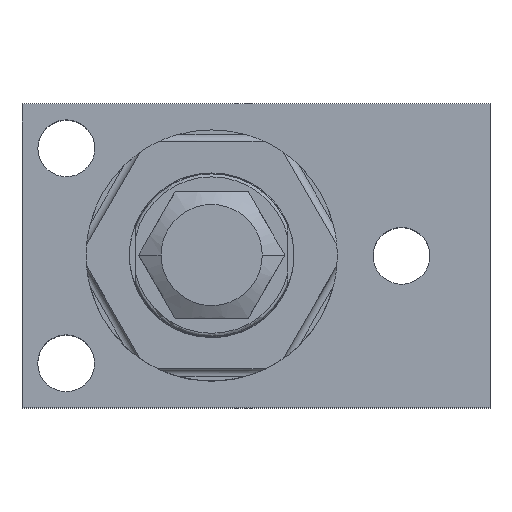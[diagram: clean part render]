
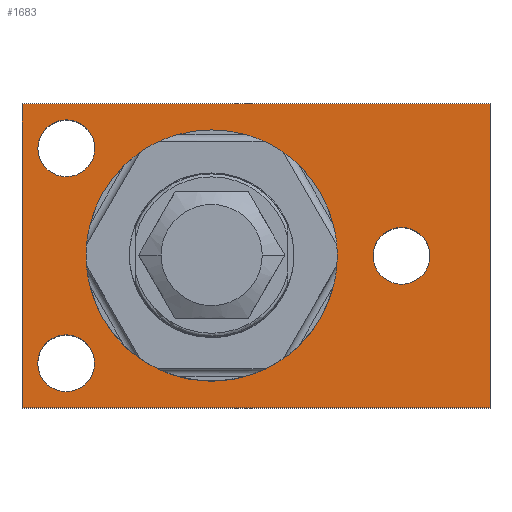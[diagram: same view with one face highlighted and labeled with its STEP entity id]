
A CAD part, top view. The second image highlights one B-rep face of the part: STEP entity #1683.
In plain terms, the highlighted planar face has unit normal (0, 0, 1).
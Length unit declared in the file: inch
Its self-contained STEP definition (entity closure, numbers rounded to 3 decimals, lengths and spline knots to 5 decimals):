
#141=DIRECTION('',(1.,0.,0.));
#142=VECTOR('',#141,2.312);
#143=CARTESIAN_POINT('',(-0.937,0.75,0.83));
#144=LINE('',#143,#142);
#171=DIRECTION('',(0.,1.,0.));
#172=VECTOR('',#171,1.5);
#173=CARTESIAN_POINT('',(1.375,-0.75,0.83));
#174=LINE('',#173,#172);
#248=DIRECTION('',(0.,1.,0.));
#249=VECTOR('',#248,1.5);
#250=CARTESIAN_POINT('',(-0.937,-0.75,0.83));
#251=LINE('',#250,#249);
#252=CARTESIAN_POINT('',(0.,0.,0.83));
#253=DIRECTION('',(0.,0.,1.));
#254=DIRECTION('',(1.,0.,0.));
#255=AXIS2_PLACEMENT_3D('',#252,#253,#254);
#257=CARTESIAN_POINT('',(0.,0.,0.83));
#258=DIRECTION('',(0.,0.,1.));
#259=DIRECTION('',(-1.,0.,0.));
#260=AXIS2_PLACEMENT_3D('',#257,#258,#259);
#262=CARTESIAN_POINT('',(-0.719,-0.531,0.83));
#263=DIRECTION('',(0.,0.,-1.));
#264=DIRECTION('',(-1.,0.,0.));
#265=AXIS2_PLACEMENT_3D('',#262,#263,#264);
#267=CARTESIAN_POINT('',(-0.719,-0.531,0.83));
#268=DIRECTION('',(0.,0.,-1.));
#269=DIRECTION('',(1.,0.,0.));
#270=AXIS2_PLACEMENT_3D('',#267,#268,#269);
#272=CARTESIAN_POINT('',(-0.718,0.531,0.83));
#273=DIRECTION('',(0.,0.,-1.));
#274=DIRECTION('',(-1.,0.,0.));
#275=AXIS2_PLACEMENT_3D('',#272,#273,#274);
#277=CARTESIAN_POINT('',(-0.718,0.531,0.83));
#278=DIRECTION('',(0.,0.,-1.));
#279=DIRECTION('',(1.,0.,0.));
#280=AXIS2_PLACEMENT_3D('',#277,#278,#279);
#282=CARTESIAN_POINT('',(0.938,0.,0.83));
#283=DIRECTION('',(0.,0.,-1.));
#284=DIRECTION('',(-1.,0.,0.));
#285=AXIS2_PLACEMENT_3D('',#282,#283,#284);
#287=CARTESIAN_POINT('',(0.938,0.,0.83));
#288=DIRECTION('',(0.,0.,-1.));
#289=DIRECTION('',(1.,0.,0.));
#290=AXIS2_PLACEMENT_3D('',#287,#288,#289);
#300=DIRECTION('',(1.,0.,0.));
#301=VECTOR('',#300,2.312);
#302=CARTESIAN_POINT('',(-0.937,-0.75,0.83));
#303=LINE('',#302,#301);
#1359=CARTESIAN_POINT('',(-0.937,-0.75,0.83));
#1360=VERTEX_POINT('',#1359);
#1361=CARTESIAN_POINT('',(1.375,-0.75,0.83));
#1362=VERTEX_POINT('',#1361);
#1367=CARTESIAN_POINT('',(-0.937,0.75,0.83));
#1368=VERTEX_POINT('',#1367);
#1369=CARTESIAN_POINT('',(1.375,0.75,0.83));
#1370=VERTEX_POINT('',#1369);
#1371=CARTESIAN_POINT('',(0.62,0.,0.83));
#1372=CARTESIAN_POINT('',(-0.62,0.,0.83));
#1373=VERTEX_POINT('',#1371);
#1374=VERTEX_POINT('',#1372);
#1379=CARTESIAN_POINT('',(-0.8595,-0.531,0.83));
#1380=CARTESIAN_POINT('',(-0.5785,-0.531,0.83));
#1381=VERTEX_POINT('',#1379);
#1382=VERTEX_POINT('',#1380);
#1387=CARTESIAN_POINT('',(-0.8585,0.531,0.83));
#1388=CARTESIAN_POINT('',(-0.5775,0.531,0.83));
#1389=VERTEX_POINT('',#1387);
#1390=VERTEX_POINT('',#1388);
#1395=CARTESIAN_POINT('',(0.7975,0.,0.83));
#1396=CARTESIAN_POINT('',(1.0785,0.,0.83));
#1397=VERTEX_POINT('',#1395);
#1398=VERTEX_POINT('',#1396);
#1648=CARTESIAN_POINT('',(-0.937,-0.75,0.83));
#1649=DIRECTION('',(0.,0.,1.));
#1650=DIRECTION('',(1.,0.,0.));
#1651=AXIS2_PLACEMENT_3D('',#1648,#1649,#1650);
#1652=PLANE('',#1651);
#1654=ORIENTED_EDGE('',*,*,#1653,.F.);
#1656=ORIENTED_EDGE('',*,*,#1655,.T.);
#1657=ORIENTED_EDGE('',*,*,#1509,.T.);
#1658=ORIENTED_EDGE('',*,*,#1560,.F.);
#1659=EDGE_LOOP('',(#1654,#1656,#1657,#1658));
#1660=FACE_OUTER_BOUND('',#1659,.F.);
#1662=ORIENTED_EDGE('',*,*,#1661,.T.);
#1664=ORIENTED_EDGE('',*,*,#1663,.T.);
#1665=EDGE_LOOP('',(#1662,#1664));
#1666=FACE_BOUND('',#1665,.F.);
#1667=ORIENTED_EDGE('',*,*,#1628,.F.);
#1668=ORIENTED_EDGE('',*,*,#1642,.F.);
#1669=EDGE_LOOP('',(#1667,#1668));
#1670=FACE_BOUND('',#1669,.F.);
#1672=ORIENTED_EDGE('',*,*,#1671,.F.);
#1674=ORIENTED_EDGE('',*,*,#1673,.F.);
#1675=EDGE_LOOP('',(#1672,#1674));
#1676=FACE_BOUND('',#1675,.F.);
#1678=ORIENTED_EDGE('',*,*,#1677,.F.);
#1680=ORIENTED_EDGE('',*,*,#1679,.F.);
#1681=EDGE_LOOP('',(#1678,#1680));
#1682=FACE_BOUND('',#1681,.F.);
#1683=ADVANCED_FACE('',(#1660,#1666,#1670,#1676,#1682),#1652,.T.);
#256=CIRCLE('',#255,0.62);
#261=CIRCLE('',#260,0.62);
#266=CIRCLE('',#265,0.1405);
#271=CIRCLE('',#270,0.1405);
#276=CIRCLE('',#275,0.1405);
#281=CIRCLE('',#280,0.1405);
#286=CIRCLE('',#285,0.1405);
#291=CIRCLE('',#290,0.1405);
#1509=EDGE_CURVE('',#1368,#1370,#144,.T.);
#1560=EDGE_CURVE('',#1362,#1370,#174,.T.);
#1628=EDGE_CURVE('',#1381,#1382,#266,.T.);
#1642=EDGE_CURVE('',#1382,#1381,#271,.T.);
#1653=EDGE_CURVE('',#1360,#1362,#303,.T.);
#1655=EDGE_CURVE('',#1360,#1368,#251,.T.);
#1661=EDGE_CURVE('',#1373,#1374,#256,.T.);
#1663=EDGE_CURVE('',#1374,#1373,#261,.T.);
#1671=EDGE_CURVE('',#1389,#1390,#276,.T.);
#1673=EDGE_CURVE('',#1390,#1389,#281,.T.);
#1677=EDGE_CURVE('',#1397,#1398,#286,.T.);
#1679=EDGE_CURVE('',#1398,#1397,#291,.T.);
